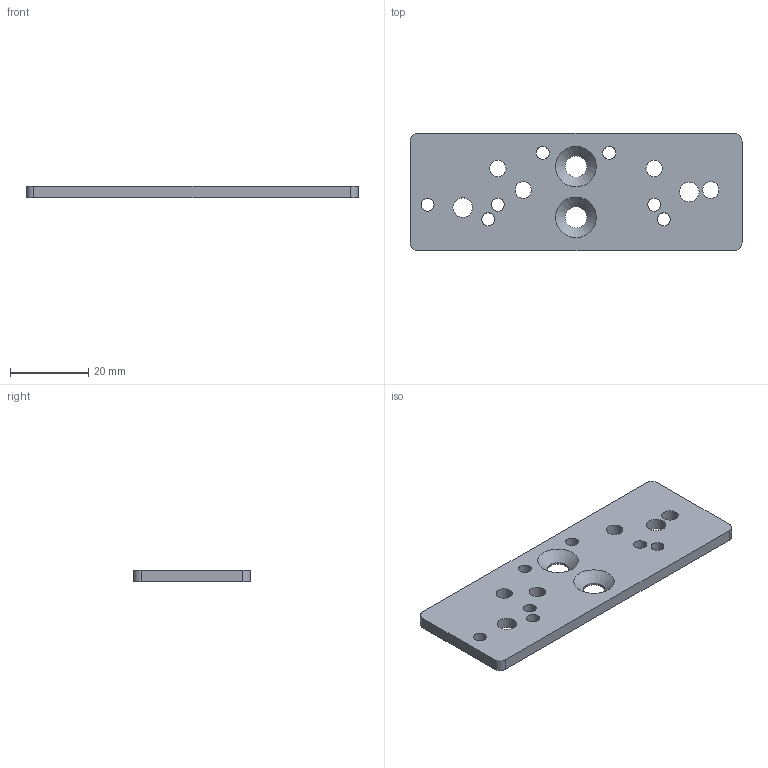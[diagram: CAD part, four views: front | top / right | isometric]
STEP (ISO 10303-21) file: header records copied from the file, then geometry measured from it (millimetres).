
FILE_DESCRIPTION(/* description */ (''),/* implementation_level */ '2;1');
FILE_NAME(/* name */ 'ipf_z3d_AY000144.stp',/* time_stamp */ '2018-11-08T11:07:00+01:00',/* author */ ('g.aydin'),/* organization */ (''),/* preprocessor_version */ 'ST-DEVELOPER v15.2',/* originating_system */ 'Autodesk Inventor 2014',/* authorisation */ '');
FILE_SCHEMA (('AUTOMOTIVE_DESIGN { 1 0 10303 214 3 1 1 }'));
Length unit declared in the file: millimetre
Products named in the file (1): ipf_z3d_AY000144
Bounding box: 85 x 30 x 3 mm (x, y, z)
Volume: 6899 mm3; surface area: 5908.7 mm2
Topology: 1 solids, 1 shells, 27 faces, 88 edges, 63 vertices
Faces by surface type: cylinder 19, plane 6, cone 2
Full cylindrical faces by diameter (mm): 3.3 x7, 4.2 x4, 5 x2, 5.5 x2
Entity records: 904 total; most frequent: DIRECTION 152, CARTESIAN_POINT 132, ORIENTED_EDGE 112, EDGE_LOOP 74, AXIS2_PLACEMENT_3D 68, EDGE_CURVE 56, VERTEX_POINT 48, FACE_BOUND 47
